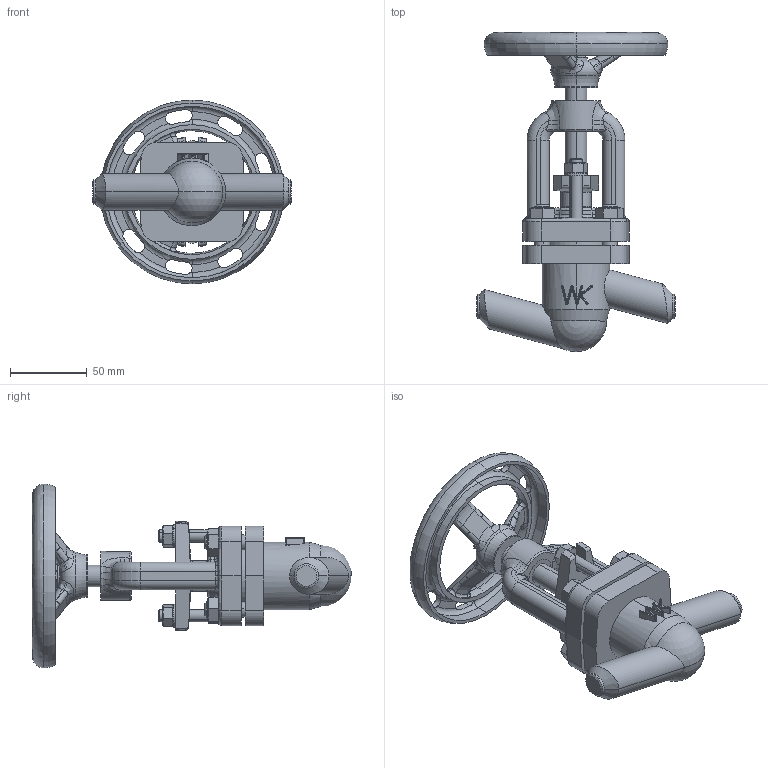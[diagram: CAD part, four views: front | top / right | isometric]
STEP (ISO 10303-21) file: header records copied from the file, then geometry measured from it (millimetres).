
FILE_DESCRIPTION (( 'STEP AP214' ), '1' );
FILE_NAME ('218S DN15.STEP', '2015-05-29T09:52:05', ( '' ), ( '' ), 'SwSTEP 2.0', 'SolidWorks 2015', '' );
FILE_SCHEMA (( 'AUTOMOTIVE_DESIGN' ));
Length unit declared in the file: millimetre
Products named in the file (1): 218S DN15
Bounding box: 130 x 208.5 x 120 mm (x, y, z)
Volume: 385655 mm3; surface area: 84416.6 mm2
Topology: 1 solids, 1 shells, 652 faces, 1702 edges, 1012 vertices
Faces by surface type: cylinder 215, plane 163, bspline 144, torus 54, cone 54, sphere 22
Entity records: 32071 total; most frequent: CARTESIAN_POINT 12711, ORIENTED_EDGE 3326, DIRECTION 2772, EDGE_CURVE 1663, AXIS2_PLACEMENT_3D 1163, VERTEX_POINT 1010, EDGE_LOOP 689, CIRCLE 654
